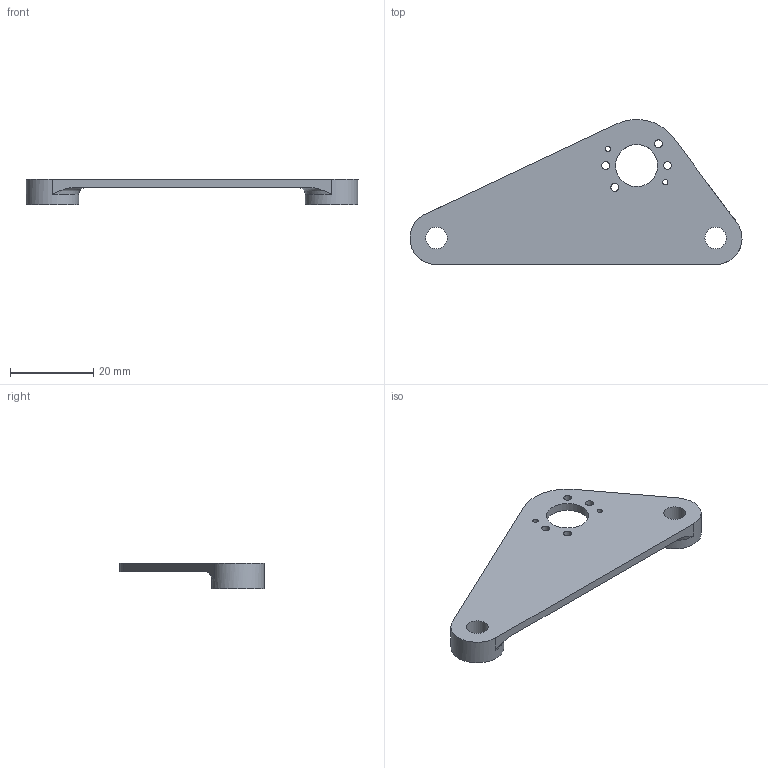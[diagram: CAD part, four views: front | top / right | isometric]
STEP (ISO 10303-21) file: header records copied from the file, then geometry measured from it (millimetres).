
FILE_DESCRIPTION (( 'STEP AP214' ), '1' );
FILE_NAME ('am-3859 EVO Slim for 2 CIM and 3 CIM Encoder Mount Pad.STEP', '2018-03-13T15:53:50', ( '' ), ( '' ), 'SwSTEP 2.0', 'SolidWorks 2017', '' );
FILE_SCHEMA (( 'AUTOMOTIVE_DESIGN' ));
Length unit declared in the file: inch
Products named in the file (1): am-3859 EVO Slim for 2 CIM and 3 CIM Encoder Mount Pad
Bounding box: 79.98 x 34.9 x 6.1 mm (x, y, z)
Volume: 4392 mm3; surface area: 4471.5 mm2
Topology: 1 solids, 1 shells, 21 faces, 57 edges, 38 vertices
Faces by surface type: cylinder 12, plane 7, torus 2
Full cylindrical faces by diameter (mm): 1.27 x2, 1.905 x4, 5.207 x2, 10.16 x1, 12.7 x2
Entity records: 706 total; most frequent: CARTESIAN_POINT 134, DIRECTION 112, ORIENTED_EDGE 88, AXIS2_PLACEMENT_3D 50, EDGE_LOOP 50, EDGE_CURVE 44, VERTEX_POINT 36, FACE_OUTER_BOUND 32
